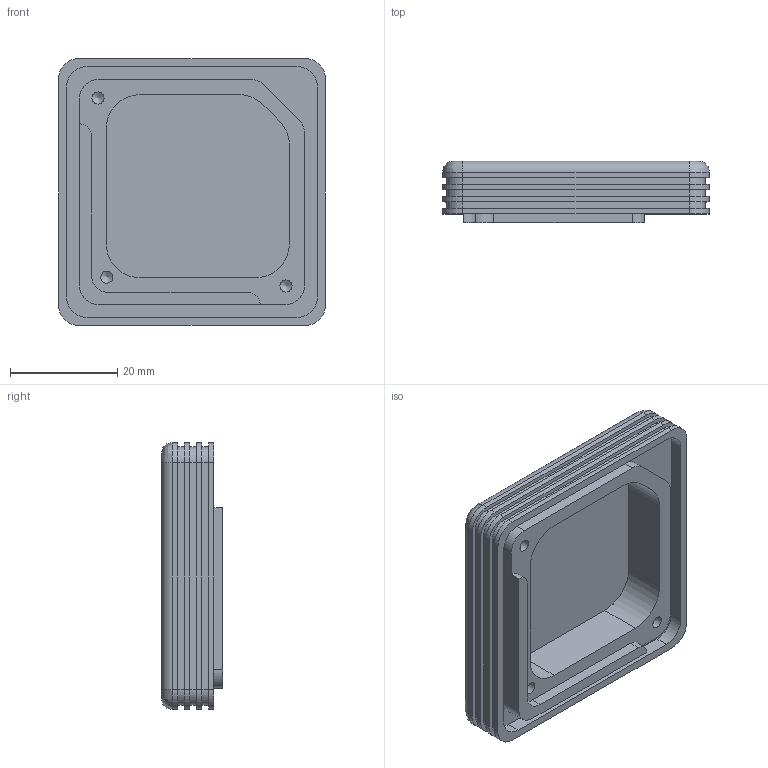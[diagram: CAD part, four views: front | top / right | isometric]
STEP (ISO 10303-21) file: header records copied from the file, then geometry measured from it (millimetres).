
FILE_DESCRIPTION(/* description */ (''),/* implementation_level */ '2;1');
FILE_NAME(/* name */ 'DFM1C-Step.step',/* time_stamp */ '2024-06-17T21:38:56-04:00',/* author */ (''),/* organization */ (''),/* preprocessor_version */ 'ST-DEVELOPER v20',/* originating_system */ 'Autodesk Translation Framework v12.20.1.177',/* authorisation */ '');
FILE_SCHEMA (('AUTOMOTIVE_DESIGN { 1 0 10303 214 3 1 1 }'));
Length unit declared in the file: millimetre
Products named in the file (1): DFM1C-Step
Bounding box: 49.78 x 11.4 x 49.78 mm (x, y, z)
Volume: 12666.8 mm3; surface area: 9736.8 mm2
Topology: 1 solids, 1 shells, 359 faces, 973 edges, 645 vertices
Faces by surface type: plane 221, bspline 83, cylinder 52, cone 3
Full cylindrical faces by diameter (mm): 2.261 x3
Entity records: 12894 total; most frequent: CARTESIAN_POINT 4071, ORIENTED_EDGE 1940, DIRECTION 1473, EDGE_CURVE 970, LINE 703, VECTOR 703, VERTEX_POINT 645, EDGE_LOOP 391
